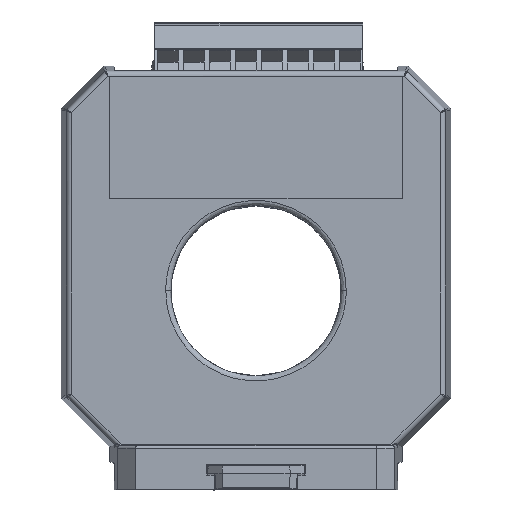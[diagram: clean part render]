
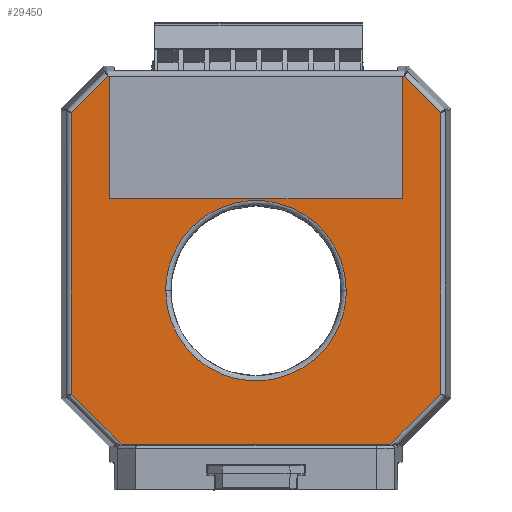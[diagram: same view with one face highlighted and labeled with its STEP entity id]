
A CAD part, top view. The second image highlights one B-rep face of the part: STEP entity #29450.
In plain terms, the highlighted planar face has unit normal (0, 0, 1).
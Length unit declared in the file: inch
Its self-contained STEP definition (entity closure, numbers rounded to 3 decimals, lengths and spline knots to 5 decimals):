
#5 = ORIENTED_EDGE ( 'NONE', *, *, #16717, .F. ) ;
#83 = LINE ( 'NONE', #50122, #48838 ) ;
#1941 = CARTESIAN_POINT ( 'NONE',  ( -0.69421, -0.30486, 0. ) ) ;
#2339 = CARTESIAN_POINT ( 'NONE',  ( 0.69421, -1.69328, 0. ) ) ;
#3569 = VECTOR ( 'NONE', #35543, 39.37008 ) ;
#3584 = VERTEX_POINT ( 'NONE', #27700 ) ;
#3870 = CARTESIAN_POINT ( 'NONE',  ( 1.14101, 1.34555, 0. ) ) ;
#4421 = ORIENTED_EDGE ( 'NONE', *, *, #18686, .F. ) ;
#4826 = VERTEX_POINT ( 'NONE', #24660 ) ;
#6135 = CARTESIAN_POINT ( 'NONE',  ( -1.42041, 1.06615, 0. ) ) ;
#6690 = CARTESIAN_POINT ( 'NONE',  ( 1.14101, 1.34555, 0. ) ) ;
#6896 = VERTEX_POINT ( 'NONE', #53594 ) ;
#7225 = EDGE_LOOP ( 'NONE', ( #40484, #45758, #24761, #5, #59821, #4421, #51691, #22490 ) ) ;
#7760 = DIRECTION ( 'NONE',  ( 1., 0., 0. ) ) ;
#9793 = EDGE_CURVE ( 'NONE', #11895, #11258, #29594, .T. ) ;
#10183 = FACE_OUTER_BOUND ( 'NONE', #7225, .T. ) ;
#11258 = VERTEX_POINT ( 'NONE', #49407 ) ;
#11895 = VERTEX_POINT ( 'NONE', #6135 ) ;
#14069 = EDGE_CURVE ( 'NONE', #23477, #6896, #32885, .T. ) ;
#15555 = VECTOR ( 'NONE', #57754, 39.37008 ) ;
#16199 = CARTESIAN_POINT ( 'NONE',  ( -1.42041, 1.06615, 0. ) ) ;
#16717 = EDGE_CURVE ( 'NONE', #59148, #38647, #20692, .T. ) ;
#17243 = CARTESIAN_POINT ( 'NONE',  ( -0.69421, -0.30486, 0. ) ) ;
#18062 = EDGE_CURVE ( 'NONE', #35775, #59148, #42774, .T. ) ;
#18686 = EDGE_CURVE ( 'NONE', #11258, #35775, #19831, .T. ) ;
#19831 = LINE ( 'NONE', #23210, #27935 ) ;
#20595 = EDGE_LOOP ( 'NONE', ( #47772, #27730 ) ) ;
#20692 = LINE ( 'NONE', #29031, #45015 ) ;
#22146 = VERTEX_POINT ( 'NONE', #48652 ) ;
#22490 = ORIENTED_EDGE ( 'NONE', *, *, #28745, .F. ) ;
#23210 = CARTESIAN_POINT ( 'NONE',  ( -1.42041, 1.34555, 0. ) ) ;
#23477 = VERTEX_POINT ( 'NONE', #34007 ) ;
#23594 = CARTESIAN_POINT ( 'NONE',  ( -1.42041, -1.48572, 0. ) ) ;
#23885 = CARTESIAN_POINT ( 'NONE',  ( 1.42041, -1.10186, 0. ) ) ;
#23902 = DIRECTION ( 'NONE',  ( 0., -1., 0. ) ) ;
#24660 = CARTESIAN_POINT ( 'NONE',  ( -0.69421, -0.30486, 0. ) ) ;
#24761 = ORIENTED_EDGE ( 'NONE', *, *, #34056, .F. ) ;
#26094 = CARTESIAN_POINT ( 'NONE',  ( -0.69421, -1.69328, 0. ) ) ;
#26270 = CARTESIAN_POINT ( 'NONE',  ( -1.42041, 1.34555, 0. ) ) ;
#27689 = VECTOR ( 'NONE', #29919, 39.37008 ) ;
#27700 = CARTESIAN_POINT ( 'NONE',  ( -1.42041, -1.10186, 0. ) ) ;
#27730 = ORIENTED_EDGE ( 'NONE', *, *, #28286, .F. ) ;
#27935 = VECTOR ( 'NONE', #38030, 39.37008 ) ;
#28286 = EDGE_CURVE ( 'NONE', #22146, #4826, #37815, .T. ) ;
#28745 = EDGE_CURVE ( 'NONE', #3584, #11895, #51668, .T. ) ;
#29031 = CARTESIAN_POINT ( 'NONE',  ( 1.42041, 1.34555, 0. ) ) ;
#29450 = ADVANCED_FACE ( 'NONE', ( #10183, #51612 ), #36298, .F. ) ;
#29594 = LINE ( 'NONE', #16199, #15555 ) ;
#29919 = DIRECTION ( 'NONE',  ( -0.707, -0.707, 0. ) ) ;
#30226 = VECTOR ( 'NONE', #60431, 39.37008 ) ;
#31334 = DIRECTION ( 'NONE',  ( 0., 0., -1. ) ) ;
#32885 = LINE ( 'NONE', #23594, #47633 ) ;
#33637 = CARTESIAN_POINT ( 'NONE',  ( 1.42041, 1.06615, 0. ) ) ;
#34007 = CARTESIAN_POINT ( 'NONE',  ( 1.03655, -1.48572, 0. ) ) ;
#34056 = EDGE_CURVE ( 'NONE', #38647, #23477, #46136, .T. ) ;
#35543 = DIRECTION ( 'NONE',  ( 0., 1., 0. ) ) ;
#35775 = VERTEX_POINT ( 'NONE', #6690 ) ;
#36298 = PLANE ( 'NONE',  #37092 ) ;
#36774 = EDGE_CURVE ( 'NONE', #4826, #22146, #51867, .T. ) ;
#37092 = AXIS2_PLACEMENT_3D ( 'NONE', #59629, #31334, #7760 ) ;
#37815 =( BOUNDED_CURVE ( )  B_SPLINE_CURVE ( 3, ( #46320, #55845, #59970, #17243 ),
 .UNSPECIFIED., .F., .F. ) 
 B_SPLINE_CURVE_WITH_KNOTS ( ( 4, 4 ),
 ( 0., 1. ),
 .UNSPECIFIED. ) 
 CURVE ( )  GEOMETRIC_REPRESENTATION_ITEM ( )  RATIONAL_B_SPLINE_CURVE ( ( 1., 0.333, 0.333, 1. ) ) 
 REPRESENTATION_ITEM ( '' )  );
#38030 = DIRECTION ( 'NONE',  ( 1., 0., 0. ) ) ;
#38647 = VERTEX_POINT ( 'NONE', #23885 ) ;
#40484 = ORIENTED_EDGE ( 'NONE', *, *, #51000, .F. ) ;
#42774 = LINE ( 'NONE', #3870, #30226 ) ;
#44438 = CARTESIAN_POINT ( 'NONE',  ( 0.69421, -0.30486, 0. ) ) ;
#45015 = VECTOR ( 'NONE', #23902, 39.37008 ) ;
#45758 = ORIENTED_EDGE ( 'NONE', *, *, #14069, .F. ) ;
#46136 = LINE ( 'NONE', #48504, #27689 ) ;
#46320 = CARTESIAN_POINT ( 'NONE',  ( 0.69421, -0.30486, 0. ) ) ;
#47633 = VECTOR ( 'NONE', #57031, 39.37008 ) ;
#47772 = ORIENTED_EDGE ( 'NONE', *, *, #36774, .F. ) ;
#48504 = CARTESIAN_POINT ( 'NONE',  ( 1.42041, -1.10186, 0. ) ) ;
#48652 = CARTESIAN_POINT ( 'NONE',  ( 0.69421, -0.30486, 0. ) ) ;
#48838 = VECTOR ( 'NONE', #59994, 39.37008 ) ;
#49407 = CARTESIAN_POINT ( 'NONE',  ( -1.14101, 1.34555, 0. ) ) ;
#50122 = CARTESIAN_POINT ( 'NONE',  ( -1.03655, -1.48572, 0. ) ) ;
#51000 = EDGE_CURVE ( 'NONE', #6896, #3584, #83, .T. ) ;
#51612 = FACE_BOUND ( 'NONE', #20595, .T. ) ;
#51668 = LINE ( 'NONE', #26270, #3569 ) ;
#51691 = ORIENTED_EDGE ( 'NONE', *, *, #9793, .F. ) ;
#51867 =( BOUNDED_CURVE ( )  B_SPLINE_CURVE ( 3, ( #1941, #26094, #2339, #44438 ),
 .UNSPECIFIED., .F., .F. ) 
 B_SPLINE_CURVE_WITH_KNOTS ( ( 4, 4 ),
 ( 0., 1. ),
 .UNSPECIFIED. ) 
 CURVE ( )  GEOMETRIC_REPRESENTATION_ITEM ( )  RATIONAL_B_SPLINE_CURVE ( ( 1., 0.333, 0.333, 1. ) ) 
 REPRESENTATION_ITEM ( '' )  );
#53594 = CARTESIAN_POINT ( 'NONE',  ( -1.03655, -1.48572, 0. ) ) ;
#55845 = CARTESIAN_POINT ( 'NONE',  ( 0.69421, 1.08356, 0. ) ) ;
#57031 = DIRECTION ( 'NONE',  ( -1., 0., 0. ) ) ;
#57754 = DIRECTION ( 'NONE',  ( 0.707, 0.707, 0. ) ) ;
#59148 = VERTEX_POINT ( 'NONE', #33637 ) ;
#59629 = CARTESIAN_POINT ( 'NONE',  ( -1.42041, 1.34555, 0. ) ) ;
#59821 = ORIENTED_EDGE ( 'NONE', *, *, #18062, .F. ) ;
#59970 = CARTESIAN_POINT ( 'NONE',  ( -0.69421, 1.08356, 0. ) ) ;
#59994 = DIRECTION ( 'NONE',  ( -0.707, 0.707, 0. ) ) ;
#60431 = DIRECTION ( 'NONE',  ( 0.707, -0.707, 0. ) ) ;
